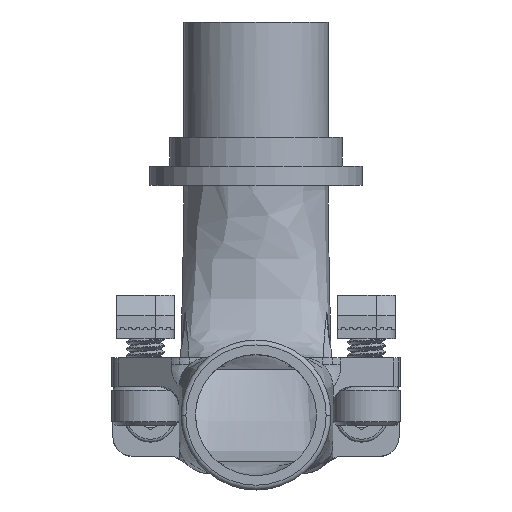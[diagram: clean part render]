
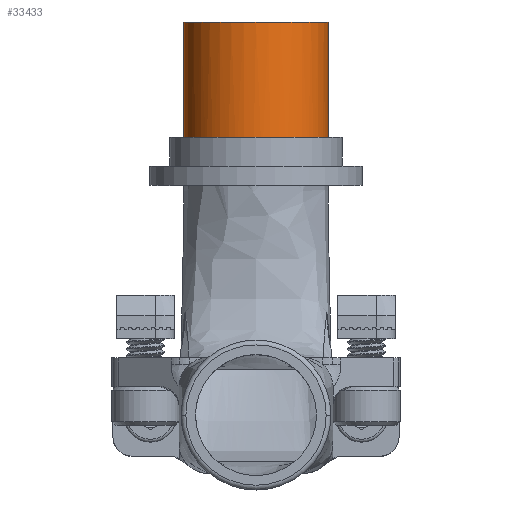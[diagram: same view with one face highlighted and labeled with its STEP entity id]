
A CAD part, top view. The second image highlights one B-rep face of the part: STEP entity #33433.
In plain terms, the highlighted cylindrical face has radius 7.5 mm (diameter 15 mm), a partial arc.
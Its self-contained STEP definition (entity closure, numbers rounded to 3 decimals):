
#30 = VERTEX_POINT ( 'NONE', #23257 ) ;
#2934 = ORIENTED_EDGE ( 'NONE', *, *, #11896, .T. ) ;
#3124 = CARTESIAN_POINT ( 'NONE',  ( 6.554, 207.5, 293.177 ) ) ;
#3301 = CARTESIAN_POINT ( 'NONE',  ( -7.304, 207.5, 291.363 ) ) ;
#3811 = CARTESIAN_POINT ( 'NONE',  ( -1.962, 207.5, 296.705 ) ) ;
#4363 = LINE ( 'NONE', #15111, #18823 ) ;
#5773 = CARTESIAN_POINT ( 'NONE',  ( 4.61, 207.5, 295.398 ) ) ;
#6138 = AXIS2_PLACEMENT_3D ( 'NONE', #26297, #28768, #21353 ) ;
#6289 = CARTESIAN_POINT ( 'NONE',  ( 1.964, 207.5, 296.705 ) ) ;
#6842 = VERTEX_POINT ( 'NONE', #34630 ) ;
#7688 = VECTOR ( 'NONE', #9881, 1000. ) ;
#8762 = CARTESIAN_POINT ( 'NONE',  ( 0.982, 207.5, 296.9 ) ) ;
#9310 = FACE_OUTER_BOUND ( 'NONE', #29498, .T. ) ;
#9881 = DIRECTION ( 'NONE',  ( 0., 1., 0. ) ) ;
#10786 = DIRECTION ( 'NONE',  ( 0., 1., 0. ) ) ;
#11400 = CARTESIAN_POINT ( 'NONE',  ( -4.608, 207.5, 295.398 ) ) ;
#11572 = CARTESIAN_POINT ( 'NONE',  ( 7.5, 207.5, 289.4 ) ) ;
#11896 = EDGE_CURVE ( 'NONE', #6842, #33090, #4363, .T. ) ;
#13871 = CARTESIAN_POINT ( 'NONE',  ( -7.499, 207.5, 289.4 ) ) ;
#14051 = CARTESIAN_POINT ( 'NONE',  ( -5.997, 207.5, 294.009 ) ) ;
#14390 = CARTESIAN_POINT ( 'NONE',  ( -7.499, 207.5, 290.382 ) ) ;
#15111 = CARTESIAN_POINT ( 'NONE',  ( 7.501, 207.5, 289.4 ) ) ;
#15184 = AXIS2_PLACEMENT_3D ( 'NONE', #21706, #10786, #32478 ) ;
#15193 = ORIENTED_EDGE ( 'NONE', *, *, #33778, .T. ) ;
#16685 = CARTESIAN_POINT ( 'NONE',  ( -0.981, 207.5, 296.9 ) ) ;
#16856 = CARTESIAN_POINT ( 'NONE',  ( -3.776, 207.5, 295.953 ) ) ;
#18823 = VECTOR ( 'NONE', #25862, 1000. ) ;
#19502 = CARTESIAN_POINT ( 'NONE',  ( 7.501, 207.5, 290.382 ) ) ;
#19835 = CARTESIAN_POINT ( 'NONE',  ( 3.778, 207.5, 295.953 ) ) ;
#19874 = CYLINDRICAL_SURFACE ( 'NONE', #15184, 7.5 ) ;
#21353 = DIRECTION ( 'NONE',  ( 1., 0., 0. ) ) ;
#21683 = EDGE_CURVE ( 'NONE', #30, #27856, #23461, .T. ) ;
#21706 = CARTESIAN_POINT ( 'NONE',  ( 0.001, 207.5, 289.4 ) ) ;
#22710 = CARTESIAN_POINT ( 'NONE',  ( -7.499, 222.5, 289.4 ) ) ;
#23257 = CARTESIAN_POINT ( 'NONE',  ( -7.499, 207.5, 289.4 ) ) ;
#23461 = LINE ( 'NONE', #29101, #7688 ) ;
#23468 = B_SPLINE_CURVE_WITH_KNOTS ( 'NONE', 3,
 ( #13871, #14390, #3301, #27262, #14051, #11400, #16856, #3811, #16685, #8762, #6289, #19835, #5773, #27955, #3124, #32745, #19502, #11572 ),
 .UNSPECIFIED., .F., .F.,
 ( 4, 2, 2, 2, 2, 2, 2, 2, 4 ),
 ( 0., 0.063, 0.125, 0.188, 0.25, 0.313, 0.375, 0.438, 0.5 ),
 .UNSPECIFIED. ) ;
#25430 = CARTESIAN_POINT ( 'NONE',  ( 7.501, 222.5, 289.4 ) ) ;
#25455 = ORIENTED_EDGE ( 'NONE', *, *, #21683, .F. ) ;
#25862 = DIRECTION ( 'NONE',  ( 0., 1., 0. ) ) ;
#26297 = CARTESIAN_POINT ( 'NONE',  ( 0.001, 222.5, 289.4 ) ) ;
#27262 = CARTESIAN_POINT ( 'NONE',  ( -6.553, 207.5, 293.177 ) ) ;
#27856 = VERTEX_POINT ( 'NONE', #22710 ) ;
#27955 = CARTESIAN_POINT ( 'NONE',  ( 5.998, 207.5, 294.009 ) ) ;
#28768 = DIRECTION ( 'NONE',  ( 0., 1., 0. ) ) ;
#29101 = CARTESIAN_POINT ( 'NONE',  ( -7.499, 207.5, 289.4 ) ) ;
#29498 = EDGE_LOOP ( 'NONE', ( #25455, #15193, #2934, #33486 ) ) ;
#30899 = EDGE_CURVE ( 'NONE', #27856, #33090, #32582, .T. ) ;
#32478 = DIRECTION ( 'NONE',  ( 1., 0., 0. ) ) ;
#32582 = CIRCLE ( 'NONE', #6138, 7.5 ) ;
#32745 = CARTESIAN_POINT ( 'NONE',  ( 7.306, 207.5, 291.363 ) ) ;
#33090 = VERTEX_POINT ( 'NONE', #25430 ) ;
#33433 = ADVANCED_FACE ( 'NONE', ( #9310 ), #19874, .T. ) ;
#33486 = ORIENTED_EDGE ( 'NONE', *, *, #30899, .F. ) ;
#33778 = EDGE_CURVE ( 'NONE', #30, #6842, #23468, .T. ) ;
#34630 = CARTESIAN_POINT ( 'NONE',  ( 7.5, 207.5, 289.4 ) ) ;
